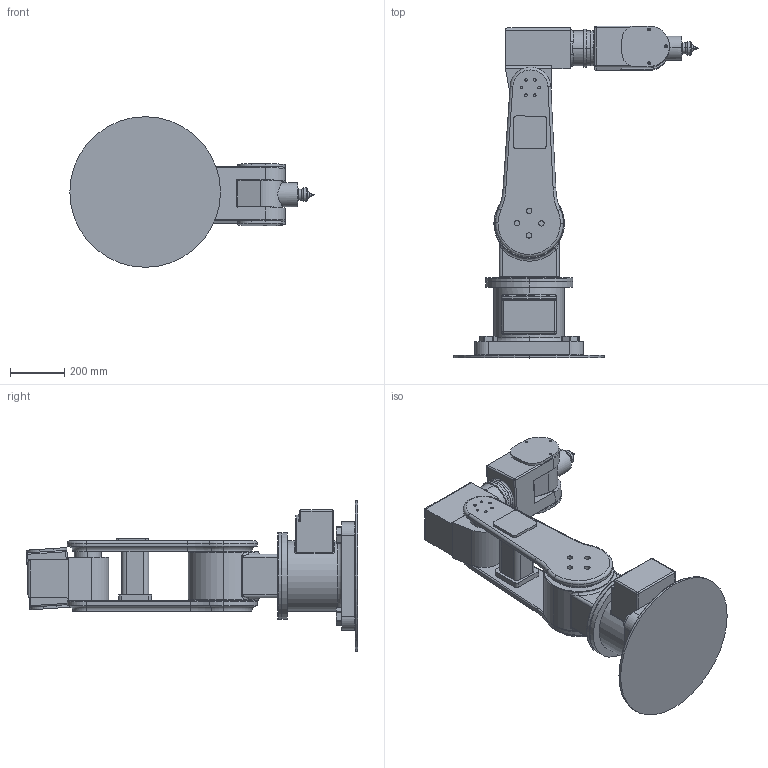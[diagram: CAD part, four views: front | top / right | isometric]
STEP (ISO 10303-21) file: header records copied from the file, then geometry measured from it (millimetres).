
FILE_DESCRIPTION (( 'STEP AP203' ), '1' );
FILE_NAME ('Robot_Assignment5.STEP', '2021-10-03T13:37:46', ( '' ), ( '' ), 'SwSTEP 2.0', 'SolidWorks 2021', '' );
FILE_SCHEMA (( 'CONFIG_CONTROL_DESIGN' ));
Length unit declared in the file: inch
Products named in the file (10): 1 arm to 2nd arm connector; Robot_Assignment5; 2 arm to end effector conn p2; base to 1 arm connector; end effector; 2 arm to end effector conn p1; 2nd arm; Base; 1st arm p1; 1st arm p2
Assembly tree (9 placements, depth 2):
  Robot_Assignment5
    1 arm to 2nd arm connector
    1st arm p1
    1st arm p2
    2 arm to end effector conn p1
    2 arm to end effector conn p2
    2nd arm
    Base
    base to 1 arm connector
    end effector
Bounding box: 900.27 x 1222.9 x 555 mm (x, y, z)
Volume: 66552410 mm3; surface area: 3341005.4 mm2
Topology: 9 solids, 9 shells, 532 faces, 1258 edges, 776 vertices
Faces by surface type: cylinder 256, plane 149, torus 87, bspline 16, cone 14, sphere 10
Entity records: 18402 total; most frequent: CARTESIAN_POINT 4606, DIRECTION 2932, ORIENTED_EDGE 2492, EDGE_CURVE 1246, AXIS2_PLACEMENT_3D 1210, VERTEX_POINT 776, CIRCLE 682, EDGE_LOOP 630
